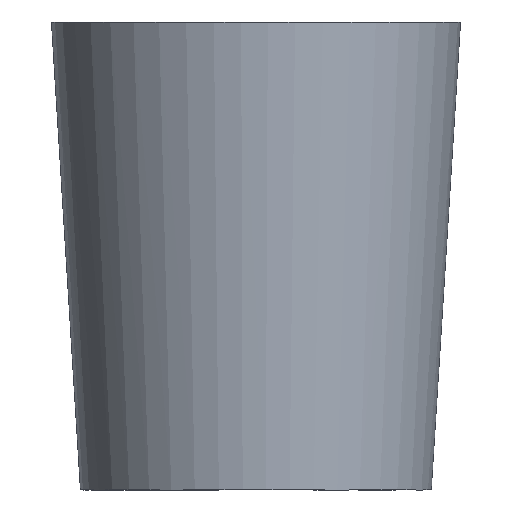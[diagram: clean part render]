
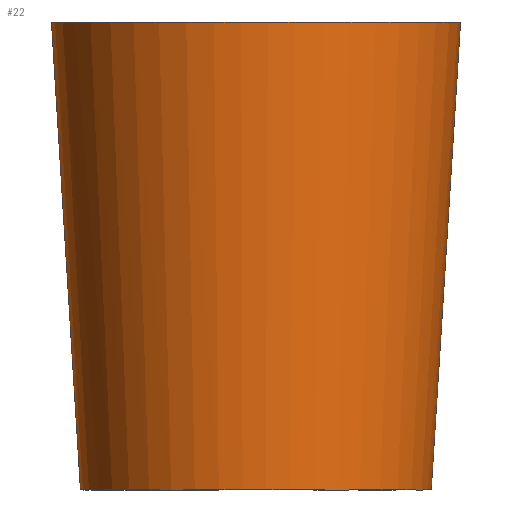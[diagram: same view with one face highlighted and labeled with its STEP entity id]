
A CAD part, front view. The second image highlights one B-rep face of the part: STEP entity #22.
In plain terms, the highlighted free-form (B-spline) face has degree [1, 2] with [2, 9] control points.
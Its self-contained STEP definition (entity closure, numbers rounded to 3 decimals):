
#22=ADVANCED_FACE('',(#25),#45,.T.);
#25=FACE_OUTER_BOUND('',#28,.T.);
#28=EDGE_LOOP('',(#31,#32,#33,#34));
#31=ORIENTED_EDGE('',*,*,#35,.T.);
#32=ORIENTED_EDGE('',*,*,#36,.T.);
#33=ORIENTED_EDGE('',*,*,#35,.F.);
#34=ORIENTED_EDGE('',*,*,#37,.T.);
#35=EDGE_CURVE('',#44,#43,#38,.T.);
#36=EDGE_CURVE('',#43,#43,#39,.T.);
#37=EDGE_CURVE('',#44,#44,#40,.T.);
#38=(
BOUNDED_CURVE()
B_SPLINE_CURVE(1,(#103,#104),.UNSPECIFIED.,.F.,.F.)
B_SPLINE_CURVE_WITH_KNOTS((2,2),(0.,6.425),.UNSPECIFIED.)
CURVE()
GEOMETRIC_REPRESENTATION_ITEM()
RATIONAL_B_SPLINE_CURVE((1.,1.))
REPRESENTATION_ITEM('')
);
#39=(
BOUNDED_CURVE()
B_SPLINE_CURVE(2,(#105,#106,#107,#108,#109,#110,#111,#112,#113),
 .UNSPECIFIED.,.T.,.F.)
B_SPLINE_CURVE_WITH_KNOTS((3,2,2,2,3),(-22.4,-16.8,-11.2,-5.6,0.),
 .UNSPECIFIED.)
CURVE()
GEOMETRIC_REPRESENTATION_ITEM()
RATIONAL_B_SPLINE_CURVE((1.,0.707,1.,0.707,1.,0.707,
1.,0.707,1.))
REPRESENTATION_ITEM('')
);
#40=(
BOUNDED_CURVE()
B_SPLINE_CURVE(2,(#114,#115,#116,#117,#118,#119,#120,#121,#122),
 .UNSPECIFIED.,.T.,.F.)
B_SPLINE_CURVE_WITH_KNOTS((3,2,2,2,3),(0.,5.6,11.2,16.8,22.4),
 .UNSPECIFIED.)
CURVE()
GEOMETRIC_REPRESENTATION_ITEM()
RATIONAL_B_SPLINE_CURVE((1.,0.707,1.,0.707,1.,0.707,
1.,0.707,1.))
REPRESENTATION_ITEM('')
);
#43=VERTEX_POINT('',#101);
#44=VERTEX_POINT('',#102);
#45=(
BOUNDED_SURFACE()
B_SPLINE_SURFACE(1,2,((#83,#84,#85,#86,#87,#88,#89,#90,#91),(#92,#93,#94,
#95,#96,#97,#98,#99,#100)),.UNSPECIFIED.,.F.,.F.,.F.)
B_SPLINE_SURFACE_WITH_KNOTS((2,2),(3,2,2,2,3),(0.,6.425),(-22.4,
-16.8,-11.2,-5.6,0.),.UNSPECIFIED.)
GEOMETRIC_REPRESENTATION_ITEM()
RATIONAL_B_SPLINE_SURFACE(((1.,0.707,1.,0.707,1.,
0.707,1.,0.707,1.),(1.,0.707,1.,0.707,
1.,0.707,1.,0.707,1.)))
REPRESENTATION_ITEM('')
SURFACE()
);
#83=CARTESIAN_POINT('',(2.4,0.,-6.4));
#84=CARTESIAN_POINT('',(2.4,-2.4,-6.4));
#85=CARTESIAN_POINT('',(0.,-2.4,-6.4));
#86=CARTESIAN_POINT('',(-2.4,-2.4,-6.4));
#87=CARTESIAN_POINT('',(-2.4,0.,-6.4));
#88=CARTESIAN_POINT('',(-2.4,2.4,-6.4));
#89=CARTESIAN_POINT('',(0.,2.4,-6.4));
#90=CARTESIAN_POINT('',(2.4,2.4,-6.4));
#91=CARTESIAN_POINT('',(2.4,0.,-6.4));
#92=CARTESIAN_POINT('',(2.8,0.,0.));
#93=CARTESIAN_POINT('',(2.8,-2.8,0.));
#94=CARTESIAN_POINT('',(0.,-2.8,0.));
#95=CARTESIAN_POINT('',(-2.8,-2.8,0.));
#96=CARTESIAN_POINT('',(-2.8,0.,0.));
#97=CARTESIAN_POINT('',(-2.8,2.8,0.));
#98=CARTESIAN_POINT('',(0.,2.8,0.));
#99=CARTESIAN_POINT('',(2.8,2.8,0.));
#100=CARTESIAN_POINT('',(2.8,0.,0.));
#101=CARTESIAN_POINT('',(2.8,0.,0.));
#102=CARTESIAN_POINT('',(2.4,0.,-6.4));
#103=CARTESIAN_POINT('',(2.4,0.,-6.4));
#104=CARTESIAN_POINT('',(2.8,0.,0.));
#105=CARTESIAN_POINT('',(2.8,0.,0.));
#106=CARTESIAN_POINT('',(2.8,-2.8,0.));
#107=CARTESIAN_POINT('',(0.,-2.8,0.));
#108=CARTESIAN_POINT('',(-2.8,-2.8,0.));
#109=CARTESIAN_POINT('',(-2.8,0.,0.));
#110=CARTESIAN_POINT('',(-2.8,2.8,0.));
#111=CARTESIAN_POINT('',(0.,2.8,0.));
#112=CARTESIAN_POINT('',(2.8,2.8,0.));
#113=CARTESIAN_POINT('',(2.8,0.,0.));
#114=CARTESIAN_POINT('',(2.4,0.,-6.4));
#115=CARTESIAN_POINT('',(2.4,2.4,-6.4));
#116=CARTESIAN_POINT('',(0.,2.4,-6.4));
#117=CARTESIAN_POINT('',(-2.4,2.4,-6.4));
#118=CARTESIAN_POINT('',(-2.4,0.,-6.4));
#119=CARTESIAN_POINT('',(-2.4,-2.4,-6.4));
#120=CARTESIAN_POINT('',(0.,-2.4,-6.4));
#121=CARTESIAN_POINT('',(2.4,-2.4,-6.4));
#122=CARTESIAN_POINT('',(2.4,0.,-6.4));
